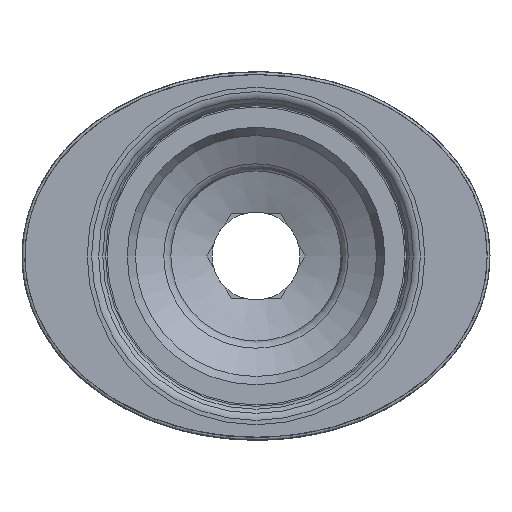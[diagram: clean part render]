
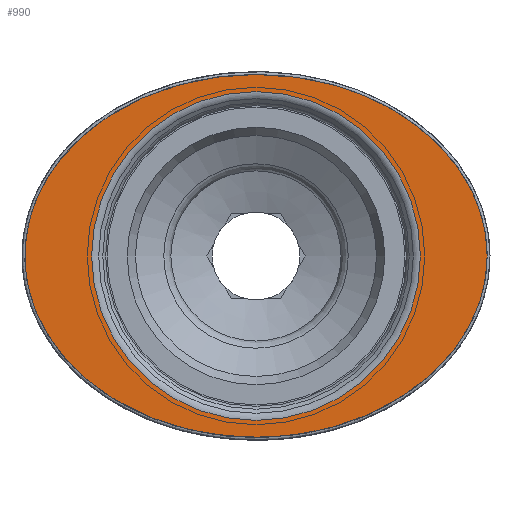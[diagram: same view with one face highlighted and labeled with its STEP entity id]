
A CAD part, left-side view. The second image highlights one B-rep face of the part: STEP entity #990.
In plain terms, the highlighted face is planar.
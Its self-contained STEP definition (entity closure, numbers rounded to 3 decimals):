
#25=B_SPLINE_CURVE_WITH_KNOTS('',3,(#2037,#2038,#2039,#2040,#2041,#2042,
#2043,#2044,#2045,#2046,#2047,#2048,#2049,#2050,#2051,#2052,#2053,#2054),
 .UNSPECIFIED.,.T.,.F.,(4,1,1,1,1,1,1,1,1,1,1,1,1,1,1,4),(-6.283,
-6.059,-5.834,-5.386,-4.488,
-4.189,-3.59,-3.291,-2.992,
-2.693,-2.244,-1.795,-0.898,
-0.449,-0.224,0.),
 .UNSPECIFIED.);
#39=FACE_BOUND('',#319,.T.);
#77=PLANE('',#1181);
#255=FACE_OUTER_BOUND('',#318,.T.);
#318=EDGE_LOOP('',(#853));
#319=EDGE_LOOP('',(#854));
#383=CIRCLE('',#1182,11.59);
#472=VERTEX_POINT('',#2035);
#473=VERTEX_POINT('',#2056);
#600=EDGE_CURVE('',#472,#472,#25,.T.);
#601=EDGE_CURVE('',#473,#473,#383,.T.);
#853=ORIENTED_EDGE('',*,*,#600,.F.);
#854=ORIENTED_EDGE('',*,*,#601,.F.);
#990=ADVANCED_FACE('',(#255,#39),#77,.T.);
#1181=AXIS2_PLACEMENT_3D('',#2055,#1453,#1454);
#1182=AXIS2_PLACEMENT_3D('',#2057,#1455,#1456);
#1453=DIRECTION('center_axis',(0.,1.,0.));
#1454=DIRECTION('ref_axis',(0.,0.,1.));
#1455=DIRECTION('center_axis',(0.,1.,0.));
#1456=DIRECTION('ref_axis',(0.,0.,-1.));
#2035=CARTESIAN_POINT('',(-16.3,3.6,0.));
#2037=CARTESIAN_POINT('Ctrl Pts',(-16.3,3.6,0.));
#2038=CARTESIAN_POINT('Ctrl Pts',(-16.3,3.6,-1.092));
#2039=CARTESIAN_POINT('Ctrl Pts',(-15.937,3.6,-3.272));
#2040=CARTESIAN_POINT('Ctrl Pts',(-13.917,3.6,-7.212));
#2041=CARTESIAN_POINT('Ctrl Pts',(-7.899,3.6,-12.239));
#2042=CARTESIAN_POINT('Ctrl Pts',(0.48,3.6,-13.448));
#2043=CARTESIAN_POINT('Ctrl Pts',(8.927,3.6,-11.165));
#2044=CARTESIAN_POINT('Ctrl Pts',(13.878,3.6,-7.65));
#2045=CARTESIAN_POINT('Ctrl Pts',(16.381,3.6,-2.237));
#2046=CARTESIAN_POINT('Ctrl Pts',(16.374,3.6,2.238));
#2047=CARTESIAN_POINT('Ctrl Pts',(14.203,3.6,6.97));
#2048=CARTESIAN_POINT('Ctrl Pts',(9.621,3.6,10.817));
#2049=CARTESIAN_POINT('Ctrl Pts',(1.231,3.6,13.562));
#2050=CARTESIAN_POINT('Ctrl Pts',(-7.894,3.6,12.237));
#2051=CARTESIAN_POINT('Ctrl Pts',(-13.919,3.6,7.213));
#2052=CARTESIAN_POINT('Ctrl Pts',(-15.937,3.6,3.272));
#2053=CARTESIAN_POINT('Ctrl Pts',(-16.3,3.6,1.092));
#2054=CARTESIAN_POINT('Ctrl Pts',(-16.3,3.6,0.));
#2055=CARTESIAN_POINT('Origin',(0.,3.6,11.3));
#2056=CARTESIAN_POINT('',(0.,3.6,-11.59));
#2057=CARTESIAN_POINT('Origin',(0.,3.6,0.));
